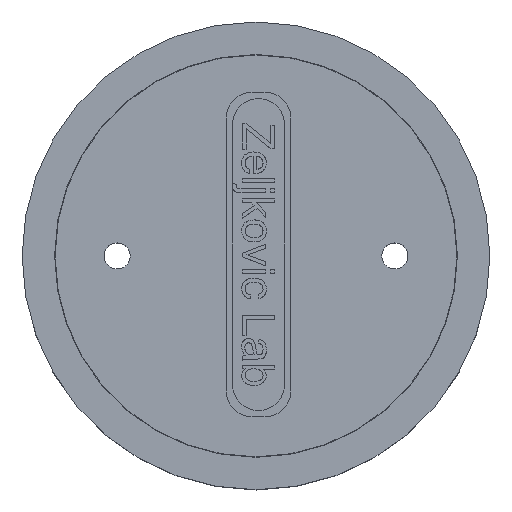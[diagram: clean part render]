
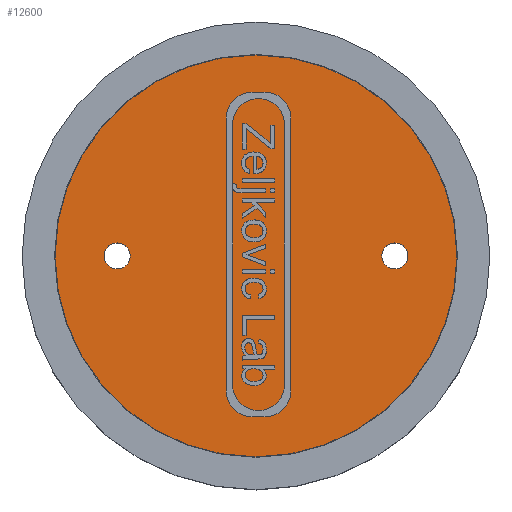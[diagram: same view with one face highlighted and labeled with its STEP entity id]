
A CAD part, top view. The second image highlights one B-rep face of the part: STEP entity #12600.
In plain terms, the highlighted planar face has unit normal (0, 0, 1).
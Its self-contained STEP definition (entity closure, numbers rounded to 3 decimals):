
#2480=FACE_BOUND('',#3673,.T.);
#2481=FACE_BOUND('',#3674,.T.);
#2961=FACE_OUTER_BOUND('',#3672,.T.);
#3672=EDGE_LOOP('',(#10819));
#3673=EDGE_LOOP('',(#10820));
#3674=EDGE_LOOP('',(#10821));
#4828=CIRCLE('',#14243,30.928);
#4829=CIRCLE('',#14244,2.);
#4830=CIRCLE('',#14245,2.);
#5760=VERTEX_POINT('',#20968);
#5761=VERTEX_POINT('',#20970);
#5762=VERTEX_POINT('',#20972);
#7513=EDGE_CURVE('',#5760,#5760,#4828,.T.);
#7514=EDGE_CURVE('',#5761,#5761,#4829,.T.);
#7515=EDGE_CURVE('',#5762,#5762,#4830,.T.);
#10819=ORIENTED_EDGE('',*,*,#7513,.T.);
#10820=ORIENTED_EDGE('',*,*,#7514,.T.);
#10821=ORIENTED_EDGE('',*,*,#7515,.T.);
#12029=PLANE('',#14242);
#12600=ADVANCED_FACE('',(#2961,#2480,#2481),#12029,.T.);
#14242=AXIS2_PLACEMENT_3D('',#20967,#17581,#17582);
#14243=AXIS2_PLACEMENT_3D('',#20969,#17583,#17584);
#14244=AXIS2_PLACEMENT_3D('',#20971,#17585,#17586);
#14245=AXIS2_PLACEMENT_3D('',#20973,#17587,#17588);
#17581=DIRECTION('center_axis',(0.,0.,1.));
#17582=DIRECTION('ref_axis',(-1.,0.,0.));
#17583=DIRECTION('center_axis',(0.,0.,1.));
#17584=DIRECTION('ref_axis',(-1.,0.,0.));
#17585=DIRECTION('center_axis',(0.,0.,-1.));
#17586=DIRECTION('ref_axis',(-1.,0.,0.));
#17587=DIRECTION('center_axis',(0.,0.,-1.));
#17588=DIRECTION('ref_axis',(-1.,0.,0.));
#20967=CARTESIAN_POINT('Origin',(0.,0.,-2.8));
#20968=CARTESIAN_POINT('',(30.928,0.,-2.8));
#20969=CARTESIAN_POINT('Origin',(0.,0.,-2.8));
#20970=CARTESIAN_POINT('',(-19.375,0.,-2.8));
#20971=CARTESIAN_POINT('Origin',(-21.375,0.,-2.8));
#20972=CARTESIAN_POINT('',(23.375,0.,-2.8));
#20973=CARTESIAN_POINT('Origin',(21.375,0.,-2.8));
